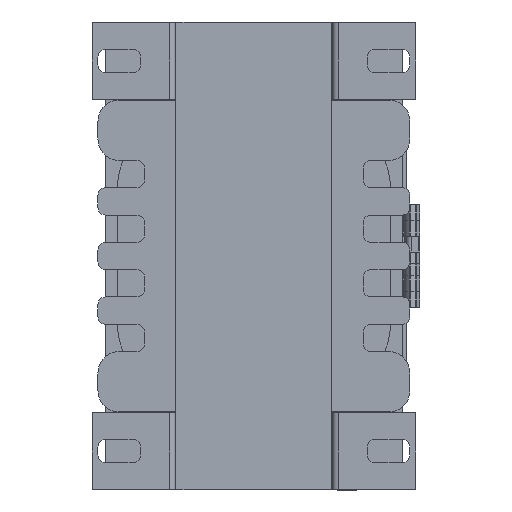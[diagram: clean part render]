
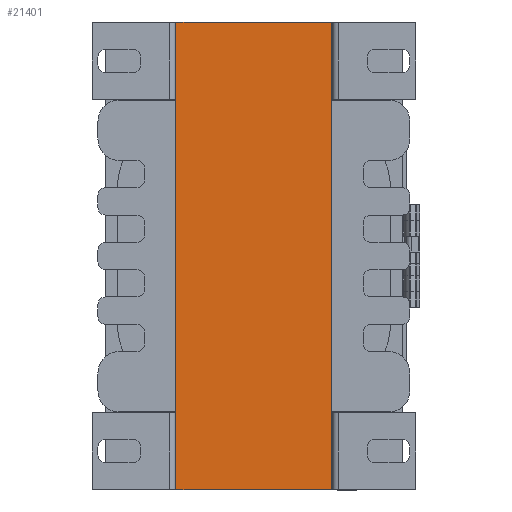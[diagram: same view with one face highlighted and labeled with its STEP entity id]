
A CAD part, front view. The second image highlights one B-rep face of the part: STEP entity #21401.
In plain terms, the highlighted planar face has unit normal (0, -1, 0).
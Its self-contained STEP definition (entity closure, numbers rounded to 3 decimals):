
#2413=FACE_OUTER_BOUND('',#3541,.T.);
#3541=EDGE_LOOP('',(#14524,#14525,#14526,#14527));
#4764=LINE('',#30951,#7100);
#4765=LINE('',#30954,#7101);
#4766=LINE('',#30956,#7102);
#4767=LINE('',#30957,#7103);
#7100=VECTOR('',#24854,10.);
#7101=VECTOR('',#24857,10.);
#7102=VECTOR('',#24858,10.);
#7103=VECTOR('',#24859,10.);
#9429=VERTEX_POINT('',#30944);
#9432=VERTEX_POINT('',#30949);
#9433=VERTEX_POINT('',#30953);
#9434=VERTEX_POINT('',#30955);
#11441=EDGE_CURVE('',#9429,#9432,#4764,.T.);
#11442=EDGE_CURVE('',#9433,#9429,#4765,.T.);
#11443=EDGE_CURVE('',#9434,#9432,#4766,.T.);
#11444=EDGE_CURVE('',#9433,#9434,#4767,.T.);
#14524=ORIENTED_EDGE('',*,*,#11442,.T.);
#14525=ORIENTED_EDGE('',*,*,#11441,.T.);
#14526=ORIENTED_EDGE('',*,*,#11443,.F.);
#14527=ORIENTED_EDGE('',*,*,#11444,.F.);
#20621=PLANE('',#22922);
#21401=ADVANCED_FACE('',(#2413),#20621,.T.);
#22922=AXIS2_PLACEMENT_3D('',#30952,#24855,#24856);
#24854=DIRECTION('',(1.,0.,0.));
#24855=DIRECTION('center_axis',(0.,-1.,0.));
#24856=DIRECTION('ref_axis',(0.,0.,-1.));
#24857=DIRECTION('',(0.,0.,-1.));
#24858=DIRECTION('',(0.,0.,-1.));
#24859=DIRECTION('',(1.,0.,0.));
#30944=CARTESIAN_POINT('',(0.,0.,0.));
#30949=CARTESIAN_POINT('',(80.,0.,0.));
#30951=CARTESIAN_POINT('',(0.,0.,0.));
#30952=CARTESIAN_POINT('Origin',(0.,0.,240.));
#30953=CARTESIAN_POINT('',(0.,0.,240.));
#30954=CARTESIAN_POINT('',(0.,0.,240.));
#30955=CARTESIAN_POINT('',(80.,0.,240.));
#30956=CARTESIAN_POINT('',(80.,0.,240.));
#30957=CARTESIAN_POINT('',(0.,0.,240.));
